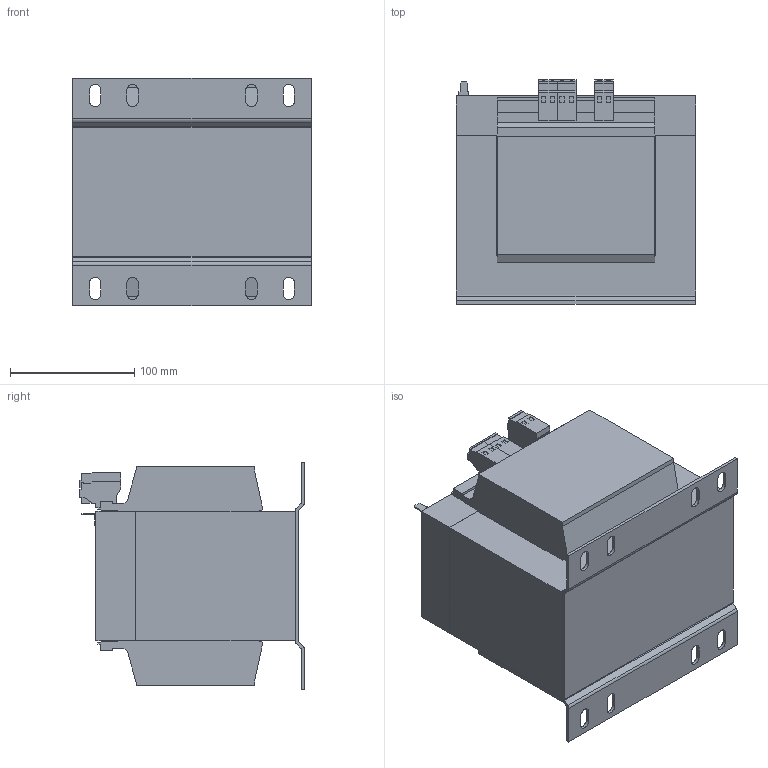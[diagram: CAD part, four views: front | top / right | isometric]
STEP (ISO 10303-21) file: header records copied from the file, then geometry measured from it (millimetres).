
FILE_DESCRIPTION (( 'STEP AP214' ), '1' );
FILE_NAME ('227421.STEP', '2023-09-13T13:12:35', ( '' ), ( '' ), 'SwSTEP 2.0', 'SolidWorks 2018', '' );
FILE_SCHEMA (( 'AUTOMOTIVE_DESIGN' ));
Length unit declared in the file: millimetre
Products named in the file (1): 227421
Bounding box: 192 x 180.3 x 183 mm (x, y, z)
Volume: 4255215.6 mm3; surface area: 288401.3 mm2
Topology: 1 solids, 1 shells, 256 faces, 690 edges, 448 vertices
Faces by surface type: plane 212, cylinder 44
Entity records: 7968 total; most frequent: CARTESIAN_POINT 1395, ORIENTED_EDGE 1380, DIRECTION 1292, EDGE_CURVE 690, VECTOR 602, LINE 602, VERTEX_POINT 448, AXIS2_PLACEMENT_3D 345
